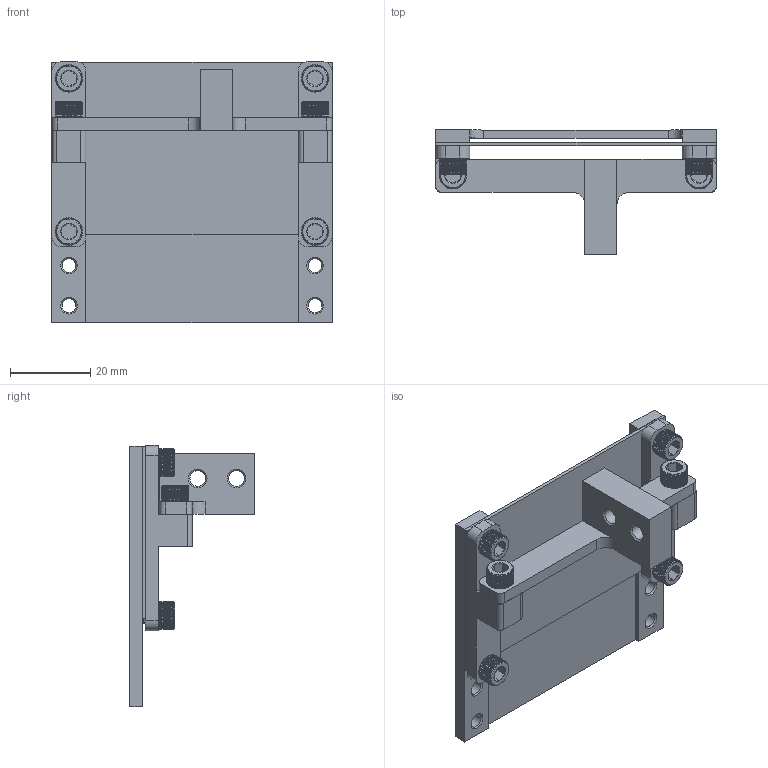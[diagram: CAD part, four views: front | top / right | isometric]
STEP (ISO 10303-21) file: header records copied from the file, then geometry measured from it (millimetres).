
FILE_DESCRIPTION(/* description */ (''),/* implementation_level */ '2;1');
FILE_NAME(/* name */ 'Horizontal Actuation Assembly.stp',/* time_stamp */ '2025-12-05T10:59:50-05:00',/* author */ (''),/* organization */ (''),/* preprocessor_version */ 'ST-DEVELOPER v20',/* originating_system */ 'SIEMENS PLM Software NX2506.1700',/* authorisation */ '');
FILE_SCHEMA (('AUTOMOTIVE_DESIGN { 1 0 10303 214 3 1 1 1 }'));
Products named in the file (6): Mesh; 6_32 UNC 1_2in 18_8 Screw 92196A190; Film Plate; Mesh Clamp; Horizontal Mount; Horizontal Actuation Assembly
Assembly tree (11 placements, depth 2):
  Horizontal Actuation Assembly
    Horizontal Mount
    Mesh Clamp  x2
    Film Plate
    6_32 UNC 1_2in 18_8 Screw 92196A190  x6
    Mesh
Bounding box: 70 x 31.1 x 65.25 mm (x, y, z)
Volume: 16438.8 mm3; surface area: 19731.7 mm2
Topology: 11 solids, 11 shells, 1828 faces, 4544 edges, 2750 vertices
Faces by surface type: plane 830, cylinder 512, cone 474, bspline 12
Full cylindrical faces by diameter (mm): 3.454 x10, 3.912 x2, 4.572 x6
Entity records: 13095 total; most frequent: CARTESIAN_POINT 4378, ORIENTED_EDGE 1800, DIRECTION 1684, EDGE_CURVE 900, AXIS2_PLACEMENT_3D 679, VERTEX_POINT 574, EDGE_LOOP 460, ADVANCED_FACE 383
